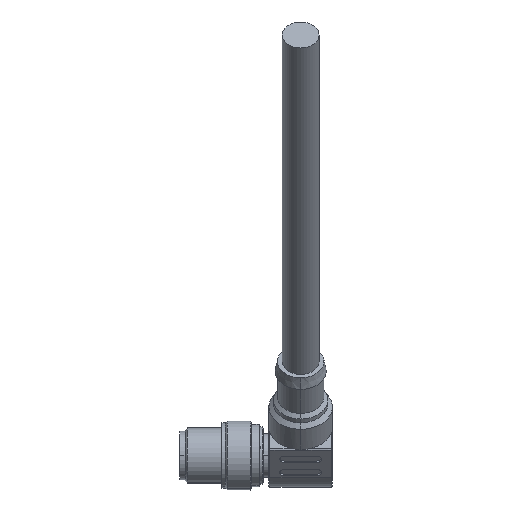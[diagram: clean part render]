
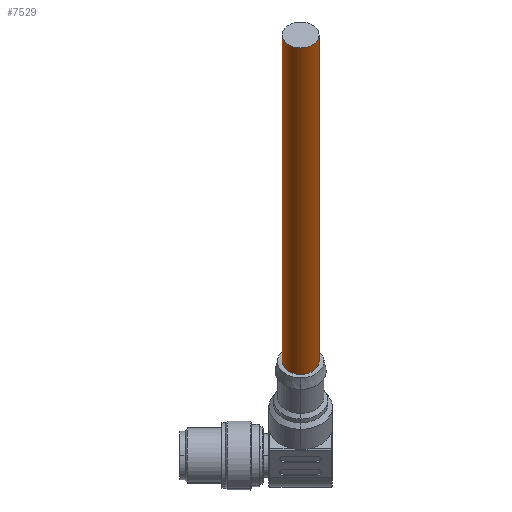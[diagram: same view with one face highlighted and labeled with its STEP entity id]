
A CAD part, top view. The second image highlights one B-rep face of the part: STEP entity #7529.
In plain terms, the highlighted cylindrical face has radius 4 mm (diameter 8 mm), a partial arc.
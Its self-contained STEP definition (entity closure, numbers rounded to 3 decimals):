
#2595=CARTESIAN_POINT('',(151.484,-36.812,20.38));
#2596=DIRECTION('',(0.,-0.707,-0.707));
#2597=DIRECTION('',(1.,0.,0.));
#2598=AXIS2_PLACEMENT_3D('',#2595,#2596,#2597);
#2608=DIRECTION('',(0.,0.707,0.707));
#2609=VECTOR('',#2608,100.);
#2610=CARTESIAN_POINT('',(147.484,-36.812,20.38));
#2611=LINE('',#2610,#2609);
#2612=DIRECTION('',(0.,-0.707,-0.707));
#2613=VECTOR('',#2612,100.);
#2614=CARTESIAN_POINT('',(155.484,33.899,91.091));
#2615=LINE('',#2614,#2613);
#2621=CARTESIAN_POINT('',(151.484,33.899,91.091));
#2622=DIRECTION('',(0.,0.707,0.707));
#2623=DIRECTION('',(-1.,0.,0.));
#2624=AXIS2_PLACEMENT_3D('',#2621,#2622,#2623);
#3234=CARTESIAN_POINT('',(147.484,-36.812,20.38));
#3235=CARTESIAN_POINT('',(155.484,-36.812,20.38));
#3236=VERTEX_POINT('',#3234);
#3237=VERTEX_POINT('',#3235);
#3238=CARTESIAN_POINT('',(155.484,33.899,91.091));
#3239=VERTEX_POINT('',#3238);
#3240=CARTESIAN_POINT('',(147.484,33.899,91.091));
#3241=VERTEX_POINT('',#3240);
#7517=CARTESIAN_POINT('',(151.484,-38.226,18.966));
#7518=DIRECTION('',(0.,0.707,0.707));
#7519=DIRECTION('',(1.,0.,0.));
#7520=AXIS2_PLACEMENT_3D('',#7517,#7518,#7519);
#7521=CYLINDRICAL_SURFACE('',#7520,4.);
#7522=ORIENTED_EDGE('',*,*,#7485,.T.);
#7523=ORIENTED_EDGE('',*,*,#7512,.T.);
#7525=ORIENTED_EDGE('',*,*,#7524,.T.);
#7526=ORIENTED_EDGE('',*,*,#7508,.T.);
#7527=EDGE_LOOP('',(#7522,#7523,#7525,#7526));
#7528=FACE_OUTER_BOUND('',#7527,.F.);
#2599=CIRCLE('',#2598,4.);
#2625=CIRCLE('',#2624,4.);
#7485=EDGE_CURVE('',#3237,#3236,#2599,.T.);
#7508=EDGE_CURVE('',#3239,#3237,#2615,.T.);
#7512=EDGE_CURVE('',#3236,#3241,#2611,.T.);
#7524=EDGE_CURVE('',#3241,#3239,#2625,.T.);
#7529=ADVANCED_FACE('',(#7528),#7521,.T.);
